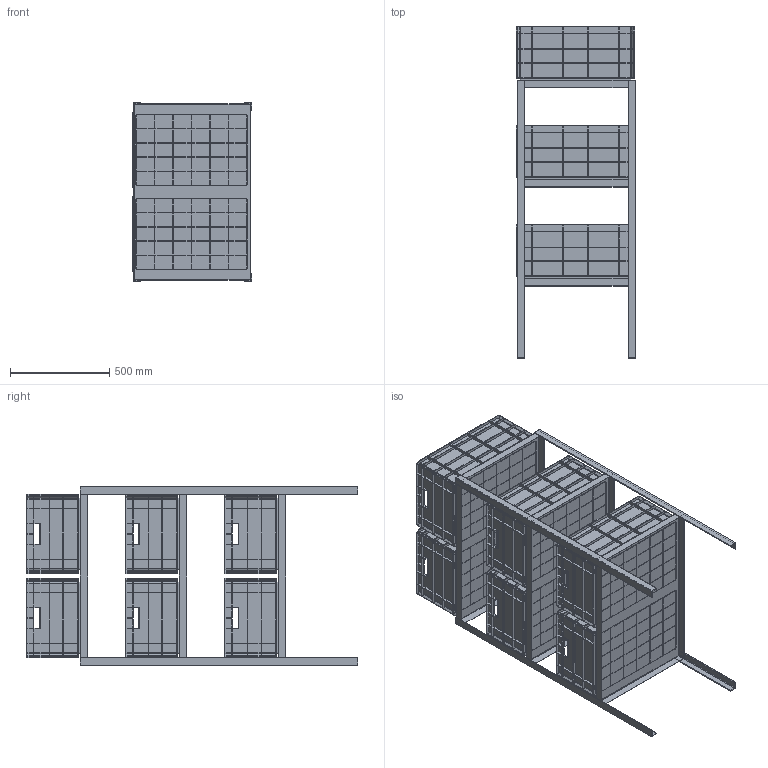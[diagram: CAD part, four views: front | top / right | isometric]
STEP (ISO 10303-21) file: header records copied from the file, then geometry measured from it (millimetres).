
FILE_DESCRIPTION(/* description */ (''),/* implementation_level */ '2;1');
FILE_NAME(/* name */ 'Estante Pequeño.stp',/* time_stamp */ '2015-11-20T12:10:04-05:00',/* author */ ('David'),/* organization */ (''),/* preprocessor_version */ 'ST-DEVELOPER v16.1',/* originating_system */ 'Autodesk Inventor 2016',/* authorisation */ '');
FILE_SCHEMA (('AUTOMOTIVE_DESIGN { 1 0 10303 214 3 1 1 }'));
Length unit declared in the file: millimetre
Products named in the file (10): Esqueleto Pequeño; Skeleton0001; ANSI (L 1 1_2 x 1 1_2 x 3_16) 00000001; ANSI (L 1 1_2 x 1 1_2 x 3_16) 00000002; ANSI (L 1 1_2 x 1 1_2 x 3_16) 00000003; ANSI (L 1 1_2 x 1 1_2 x 3_16) 00000004; Frame0001; lámina; Storage Bin 50L; Estante Pequeño
Assembly tree (16 placements, depth 3):
  Estante Pequeño
    Esqueleto Pequeño
    Frame0001
      Skeleton0001
      ANSI (L 1 1_2 x 1 1_2 x 3_16) 00000001
      ANSI (L 1 1_2 x 1 1_2 x 3_16) 00000002
      ANSI (L 1 1_2 x 1 1_2 x 3_16) 00000003
      ANSI (L 1 1_2 x 1 1_2 x 3_16) 00000004
    lámina  x3
    Storage Bin 50L  x6
Bounding box: 604.76 x 1674 x 900 mm (x, y, z)
Volume: 20991713.9 mm3; surface area: 15950026.1 mm2
Topology: 13 solids, 13 shells, 3782 faces, 9916 edges, 6584 vertices
Faces by surface type: plane 3398, cylinder 384
Entity records: 21565 total; most frequent: CARTESIAN_POINT 3794, ORIENTED_EDGE 3640, DIRECTION 3512, EDGE_CURVE 1820, LINE 1612, VECTOR 1612, VERTEX_POINT 1200, AXIS2_PLACEMENT_3D 950
